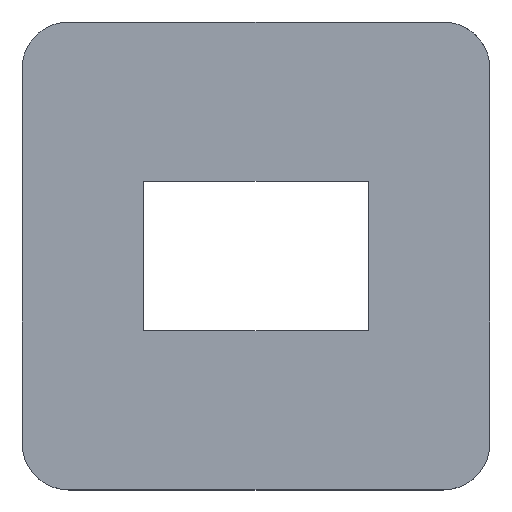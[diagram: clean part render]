
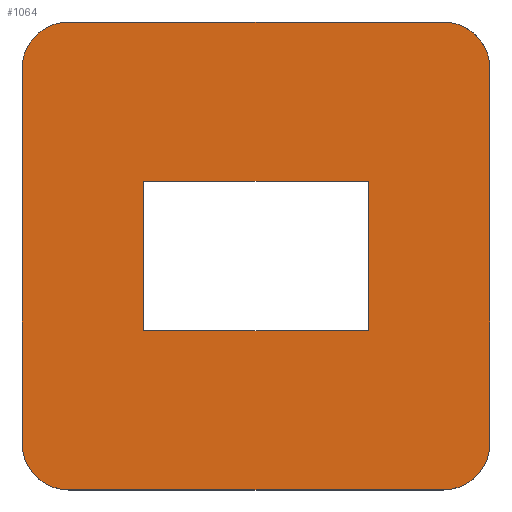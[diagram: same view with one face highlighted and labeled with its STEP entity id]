
A CAD part, top view. The second image highlights one B-rep face of the part: STEP entity #1064.
In plain terms, the highlighted planar face has unit normal (0, 0, 1).
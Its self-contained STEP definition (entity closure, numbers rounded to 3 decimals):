
#17 = DIRECTION ( 'NONE',  ( -1., 0., 0. ) ) ;
#33 = DIRECTION ( 'NONE',  ( 0., -1., 0. ) ) ;
#67 = CARTESIAN_POINT ( 'NONE',  ( -30., 30., 10. ) ) ;
#228 = EDGE_CURVE ( 'NONE', #2003, #3377, #1326, .T. ) ;
#267 = VERTEX_POINT ( 'NONE', #2505 ) ;
#316 = DIRECTION ( 'NONE',  ( 1., 0., 0. ) ) ;
#327 = DIRECTION ( 'NONE',  ( 0., 0., 1. ) ) ;
#332 = ORIENTED_EDGE ( 'NONE', *, *, #686, .T. ) ;
#352 = CARTESIAN_POINT ( 'NONE',  ( -30., 30., 10. ) ) ;
#402 = CARTESIAN_POINT ( 'NONE',  ( 18., 12., 10. ) ) ;
#404 = VECTOR ( 'NONE', #17, 1000. ) ;
#412 = CARTESIAN_POINT ( 'NONE',  ( 30., -37.5, 10. ) ) ;
#414 = CARTESIAN_POINT ( 'NONE',  ( -37.5, -30., 10. ) ) ;
#425 = CIRCLE ( 'NONE', #3027, 7.5 ) ;
#432 = ORIENTED_EDGE ( 'NONE', *, *, #3123, .T. ) ;
#467 = EDGE_CURVE ( 'NONE', #1291, #3316, #3120, .T. ) ;
#496 = ORIENTED_EDGE ( 'NONE', *, *, #1827, .T. ) ;
#527 = CARTESIAN_POINT ( 'NONE',  ( -18., -12., 10. ) ) ;
#546 = VECTOR ( 'NONE', #1503, 1000. ) ;
#557 = VECTOR ( 'NONE', #2122, 1000. ) ;
#562 = CARTESIAN_POINT ( 'NONE',  ( -37.5, 30., 10. ) ) ;
#568 = LINE ( 'NONE', #586, #404 ) ;
#570 = CARTESIAN_POINT ( 'NONE',  ( 30., 37.5, 10. ) ) ;
#586 = CARTESIAN_POINT ( 'NONE',  ( 18., -12., 10. ) ) ;
#637 = DIRECTION ( 'NONE',  ( 1., 0., 0. ) ) ;
#644 = LINE ( 'NONE', #1654, #1527 ) ;
#678 = DIRECTION ( 'NONE',  ( 0., 1., 0. ) ) ;
#683 = DIRECTION ( 'NONE',  ( 1., 0., 0. ) ) ;
#686 = EDGE_CURVE ( 'NONE', #3377, #2135, #568, .T. ) ;
#704 = AXIS2_PLACEMENT_3D ( 'NONE', #67, #2316, #316 ) ;
#763 = VECTOR ( 'NONE', #678, 1000. ) ;
#768 = EDGE_CURVE ( 'NONE', #2135, #1032, #644, .T. ) ;
#771 = CARTESIAN_POINT ( 'NONE',  ( -18., 12., 10. ) ) ;
#793 = VERTEX_POINT ( 'NONE', #2210 ) ;
#881 = EDGE_CURVE ( 'NONE', #2559, #1291, #3016, .T. ) ;
#888 = DIRECTION ( 'NONE',  ( 0., 0., 1. ) ) ;
#902 = CARTESIAN_POINT ( 'NONE',  ( -37.5, -30., 10. ) ) ;
#934 = DIRECTION ( 'NONE',  ( 0., -1., 0. ) ) ;
#1032 = VERTEX_POINT ( 'NONE', #771 ) ;
#1040 = VECTOR ( 'NONE', #934, 1000. ) ;
#1064 = ADVANCED_FACE ( 'NONE', ( #1936, #2914 ), #2400, .T. ) ;
#1071 = CIRCLE ( 'NONE', #1902, 7.5 ) ;
#1078 = EDGE_LOOP ( 'NONE', ( #332, #3307, #496, #2710 ) ) ;
#1088 = VERTEX_POINT ( 'NONE', #3375 ) ;
#1104 = DIRECTION ( 'NONE',  ( 1., 0., 0. ) ) ;
#1172 = LINE ( 'NONE', #2956, #763 ) ;
#1194 = EDGE_CURVE ( 'NONE', #1088, #2913, #1736, .T. ) ;
#1266 = ORIENTED_EDGE ( 'NONE', *, *, #1939, .T. ) ;
#1291 = VERTEX_POINT ( 'NONE', #1645 ) ;
#1326 = LINE ( 'NONE', #2402, #3114 ) ;
#1327 = DIRECTION ( 'NONE',  ( 0., 0., 1. ) ) ;
#1397 = CIRCLE ( 'NONE', #3303, 7.5 ) ;
#1403 = DIRECTION ( 'NONE',  ( 1., 0., 0. ) ) ;
#1434 = CARTESIAN_POINT ( 'NONE',  ( 18., -12., 10. ) ) ;
#1503 = DIRECTION ( 'NONE',  ( -1., 0., 0. ) ) ;
#1518 = VECTOR ( 'NONE', #683, 1000. ) ;
#1527 = VECTOR ( 'NONE', #1671, 1000. ) ;
#1568 = ORIENTED_EDGE ( 'NONE', *, *, #467, .T. ) ;
#1622 = LINE ( 'NONE', #2907, #557 ) ;
#1645 = CARTESIAN_POINT ( 'NONE',  ( -30., 37.5, 10. ) ) ;
#1654 = CARTESIAN_POINT ( 'NONE',  ( -18., 12., 10. ) ) ;
#1671 = DIRECTION ( 'NONE',  ( 0., 1., 0. ) ) ;
#1736 = LINE ( 'NONE', #412, #1518 ) ;
#1754 = ORIENTED_EDGE ( 'NONE', *, *, #881, .T. ) ;
#1812 = ORIENTED_EDGE ( 'NONE', *, *, #2997, .T. ) ;
#1827 = EDGE_CURVE ( 'NONE', #1032, #2003, #1622, .T. ) ;
#1878 = EDGE_CURVE ( 'NONE', #3316, #2324, #3017, .T. ) ;
#1902 = AXIS2_PLACEMENT_3D ( 'NONE', #2899, #1327, #1104 ) ;
#1936 = FACE_OUTER_BOUND ( 'NONE', #3339, .T. ) ;
#1939 = EDGE_CURVE ( 'NONE', #267, #793, #1172, .T. ) ;
#2003 = VERTEX_POINT ( 'NONE', #402 ) ;
#2069 = CARTESIAN_POINT ( 'NONE',  ( -30., 37.5, 10. ) ) ;
#2122 = DIRECTION ( 'NONE',  ( 1., 0., 0. ) ) ;
#2135 = VERTEX_POINT ( 'NONE', #527 ) ;
#2210 = CARTESIAN_POINT ( 'NONE',  ( 37.5, 30., 10. ) ) ;
#2285 = ORIENTED_EDGE ( 'NONE', *, *, #3308, .T. ) ;
#2316 = DIRECTION ( 'NONE',  ( 0., 0., 1. ) ) ;
#2324 = VERTEX_POINT ( 'NONE', #414 ) ;
#2400 = PLANE ( 'NONE',  #704 ) ;
#2402 = CARTESIAN_POINT ( 'NONE',  ( 18., 12., 10. ) ) ;
#2505 = CARTESIAN_POINT ( 'NONE',  ( 37.5, -30., 10. ) ) ;
#2510 = AXIS2_PLACEMENT_3D ( 'NONE', #352, #888, #637 ) ;
#2559 = VERTEX_POINT ( 'NONE', #570 ) ;
#2585 = DIRECTION ( 'NONE',  ( 0., 0., 1. ) ) ;
#2710 = ORIENTED_EDGE ( 'NONE', *, *, #228, .T. ) ;
#2813 = CARTESIAN_POINT ( 'NONE',  ( 30., -37.5, 10. ) ) ;
#2899 = CARTESIAN_POINT ( 'NONE',  ( 30., -30., 10. ) ) ;
#2907 = CARTESIAN_POINT ( 'NONE',  ( 18., 12., 10. ) ) ;
#2913 = VERTEX_POINT ( 'NONE', #2813 ) ;
#2914 = FACE_BOUND ( 'NONE', #1078, .T. ) ;
#2956 = CARTESIAN_POINT ( 'NONE',  ( 37.5, 30., 10. ) ) ;
#2997 = EDGE_CURVE ( 'NONE', #2324, #1088, #1397, .T. ) ;
#3016 = LINE ( 'NONE', #2069, #546 ) ;
#3017 = LINE ( 'NONE', #902, #1040 ) ;
#3018 = ORIENTED_EDGE ( 'NONE', *, *, #1878, .T. ) ;
#3027 = AXIS2_PLACEMENT_3D ( 'NONE', #3230, #327, #1403 ) ;
#3071 = ORIENTED_EDGE ( 'NONE', *, *, #1194, .T. ) ;
#3107 = CARTESIAN_POINT ( 'NONE',  ( -30., -30., 10. ) ) ;
#3114 = VECTOR ( 'NONE', #33, 1000. ) ;
#3120 = CIRCLE ( 'NONE', #2510, 7.5 ) ;
#3123 = EDGE_CURVE ( 'NONE', #793, #2559, #425, .T. ) ;
#3126 = DIRECTION ( 'NONE',  ( 1., 0., 0. ) ) ;
#3230 = CARTESIAN_POINT ( 'NONE',  ( 30., 30., 10. ) ) ;
#3303 = AXIS2_PLACEMENT_3D ( 'NONE', #3107, #2585, #3126 ) ;
#3307 = ORIENTED_EDGE ( 'NONE', *, *, #768, .T. ) ;
#3308 = EDGE_CURVE ( 'NONE', #2913, #267, #1071, .T. ) ;
#3316 = VERTEX_POINT ( 'NONE', #562 ) ;
#3339 = EDGE_LOOP ( 'NONE', ( #1568, #3018, #1812, #3071, #2285, #1266, #432, #1754 ) ) ;
#3375 = CARTESIAN_POINT ( 'NONE',  ( -30., -37.5, 10. ) ) ;
#3377 = VERTEX_POINT ( 'NONE', #1434 ) ;
